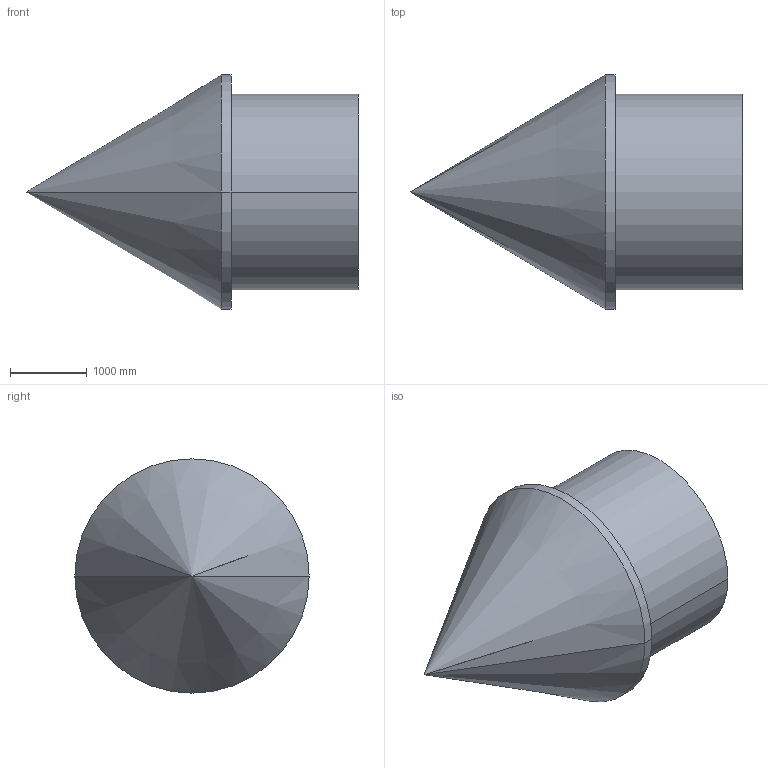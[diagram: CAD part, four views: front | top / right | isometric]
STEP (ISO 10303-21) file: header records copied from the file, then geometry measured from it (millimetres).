
FILE_DESCRIPTION((''),'2;1');
FILE_NAME('NOSE_CONE','2025-12-19T09:18:49',('H576696'),('Honeywell International Inc.'),'CREO PARAMETRIC BY PTC INC, 2023134','CREO PARAMETRIC BY PTC INC, 2023134','');
FILE_SCHEMA(('AUTOMOTIVE_DESIGN { 1 0 10303 214 1 1 1 1 }'));
Length unit declared in the file: inch
Products named in the file (1): NOSE_CONE
Bounding box: 4318 x 3048 x 3048 mm (x, y, z)
Volume: 6533667719 mm3; surface area: 56799229.7 mm2
Topology: 1 solids, 1 shells, 48 faces, 98 edges, 62 vertices
Faces by surface type: cylinder 30, plane 14, cone 4
Entity records: 2055 total; most frequent: DIRECTION 252, CARTESIAN_POINT 207, ORIENTED_EDGE 188, PRESENTATION_STYLE_ASSIGNMENT 143, STYLED_ITEM 143, AXIS2_PLACEMENT_3D 109, COLOUR_RGB 108, CURVE_STYLE 94
